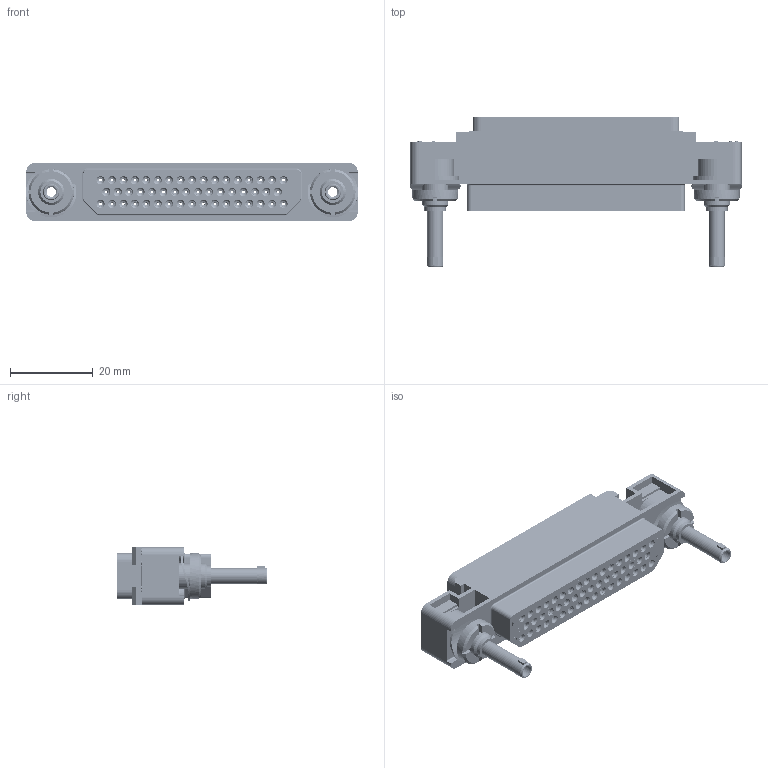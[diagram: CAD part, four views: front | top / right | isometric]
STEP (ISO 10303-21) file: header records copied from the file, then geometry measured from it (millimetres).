
FILE_DESCRIPTION((''),'2;1');
FILE_NAME('00197721300','2020-09-23T',('presta_be4'),(''),'CREO PARAMETRIC BY PTC INC, 2018360','CREO PARAMETRIC BY PTC INC, 2018360','');
FILE_SCHEMA(('CONFIG_CONTROL_DESIGN'));
Products named in the file (1): 00197721300
Bounding box: 80.2 x 36.26 x 14 mm (x, y, z)
Volume: 12824.4 mm3; surface area: 16084.6 mm2
Topology: 1 solids, 1 shells, 4659 faces, 10887 edges, 6562 vertices
Faces by surface type: plane 1683, cylinder 1178, torus 1112, cone 656, bspline 30
Entity records: 134454 total; most frequent: DIRECTION 24937, CARTESIAN_POINT 24305, ORIENTED_EDGE 21774, EDGE_CURVE 10887, AXIS2_PLACEMENT_3D 9577, VERTEX_POINT 6562, VECTOR 5783, LINE 5783
